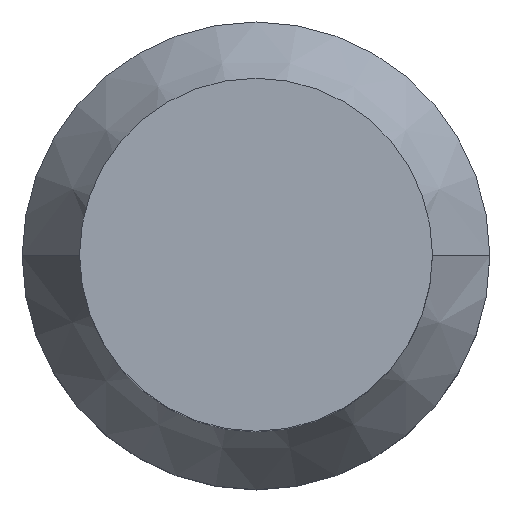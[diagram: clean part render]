
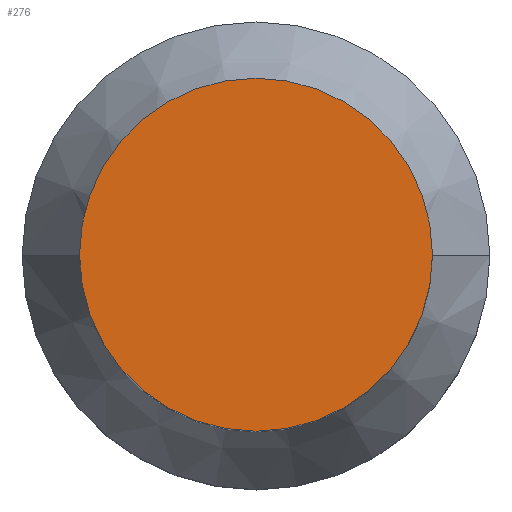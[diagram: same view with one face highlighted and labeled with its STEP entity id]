
A CAD part, top view. The second image highlights one B-rep face of the part: STEP entity #276.
In plain terms, the highlighted planar face has unit normal (0, 0, 1).
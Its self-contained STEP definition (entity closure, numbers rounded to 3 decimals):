
#110=PLANE('',#1068);
#276=ADVANCED_FACE('',(#329),#110,.T.);
#329=FACE_OUTER_BOUND('',#382,.T.);
#382=EDGE_LOOP('',(#657,#658));
#657=ORIENTED_EDGE('',*,*,#885,.T.);
#658=ORIENTED_EDGE('',*,*,#882,.F.);
#746=VERTEX_POINT('',#1906);
#747=VERTEX_POINT('',#1907);
#882=EDGE_CURVE('',#746,#747,#940,.T.);
#885=EDGE_CURVE('',#746,#747,#941,.T.);
#940=CIRCLE('',#1064,1.);
#941=CIRCLE('',#1066,1.);
#1064=AXIS2_PLACEMENT_3D('',#1905,#1331,#1332);
#1066=AXIS2_PLACEMENT_3D('',#1911,#1337,#1338);
#1068=AXIS2_PLACEMENT_3D('',#1913,#1341,#1342);
#1331=DIRECTION('',(0.,0.,-1.));
#1332=DIRECTION('',(1.,0.,0.));
#1337=DIRECTION('',(0.,0.,1.));
#1338=DIRECTION('',(1.,0.,0.));
#1341=DIRECTION('',(0.,0.,1.));
#1342=DIRECTION('',(1.,0.,0.));
#1905=CARTESIAN_POINT('',(0.,0.,4.7));
#1906=CARTESIAN_POINT('',(1.,0.,4.7));
#1907=CARTESIAN_POINT('',(-1.,0.,4.7));
#1911=CARTESIAN_POINT('',(0.,0.,4.7));
#1913=CARTESIAN_POINT('',(0.,0.,4.7));
